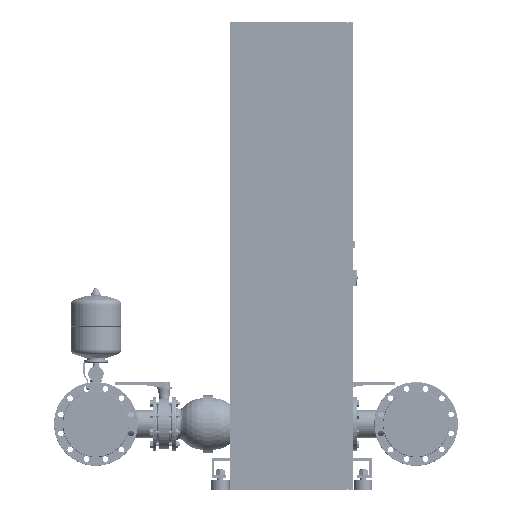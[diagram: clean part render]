
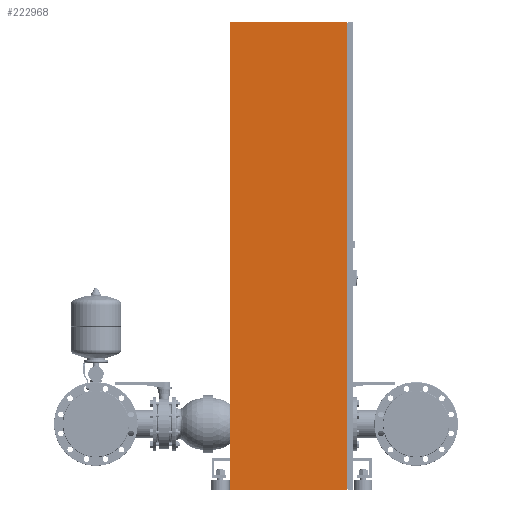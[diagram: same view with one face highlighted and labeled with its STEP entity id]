
A CAD part, left-side view. The second image highlights one B-rep face of the part: STEP entity #222968.
In plain terms, the highlighted planar face has unit normal (-1, 0, 0).
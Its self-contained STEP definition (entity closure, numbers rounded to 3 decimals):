
#222929=CARTESIAN_POINT('',(-1150.0,250.0,0.0));
#222930=DIRECTION('',(-1.0,0.0,0.0));
#222931=DIRECTION('',(0.0,-1.0,0.0));
#222932=AXIS2_PLACEMENT_3D('',#222929,#222930,#222931);
#222933=PLANE('',#222932);
#222934=CARTESIAN_POINT('',(-1150.0,-225.0,0.));
#222935=VERTEX_POINT('',#222934);
#222936=CARTESIAN_POINT('',(-1150.,-225.,1900.0));
#222937=VERTEX_POINT('',#222936);
#222938=CARTESIAN_POINT('',(-1150.0,-225.0,0.));
#222939=DIRECTION('',(0.0,0.0,1.0));
#222940=VECTOR('',#222939,1900.0);
#222941=LINE('',#222938,#222940);
#222942=EDGE_CURVE('',#222935,#222937,#222941,.T.);
#222943=ORIENTED_EDGE('',*,*,#222942,.T.);
#222944=CARTESIAN_POINT('',(-1150.,250.,1900.0));
#222945=VERTEX_POINT('',#222944);
#222946=CARTESIAN_POINT('',(-1150.,250.,1900.0));
#222947=DIRECTION('',(0.0,-1.0,0.0));
#222948=VECTOR('',#222947,475.0);
#222949=LINE('',#222946,#222948);
#222950=EDGE_CURVE('',#222945,#222937,#222949,.T.);
#222951=ORIENTED_EDGE('',*,*,#222950,.F.);
#222952=CARTESIAN_POINT('',(-1150.0,250.0,0.0));
#222953=VERTEX_POINT('',#222952);
#222954=CARTESIAN_POINT('',(-1150.,250.,1900.0));
#222955=DIRECTION('',(0.0,0.0,-1.0));
#222956=VECTOR('',#222955,1900.0);
#222957=LINE('',#222954,#222956);
#222958=EDGE_CURVE('',#222945,#222953,#222957,.T.);
#222959=ORIENTED_EDGE('',*,*,#222958,.T.);
#222960=CARTESIAN_POINT('',(-1150.0,250.0,0.0));
#222961=DIRECTION('',(0.0,-1.0,0.0));
#222962=VECTOR('',#222961,475.0);
#222963=LINE('',#222960,#222962);
#222964=EDGE_CURVE('',#222953,#222935,#222963,.T.);
#222965=ORIENTED_EDGE('',*,*,#222964,.T.);
#222966=EDGE_LOOP('',(#222943,#222951,#222959,#222965));
#222967=FACE_OUTER_BOUND('',#222966,.T.);
#222968=ADVANCED_FACE('',(#222967),#222933,.T.);
